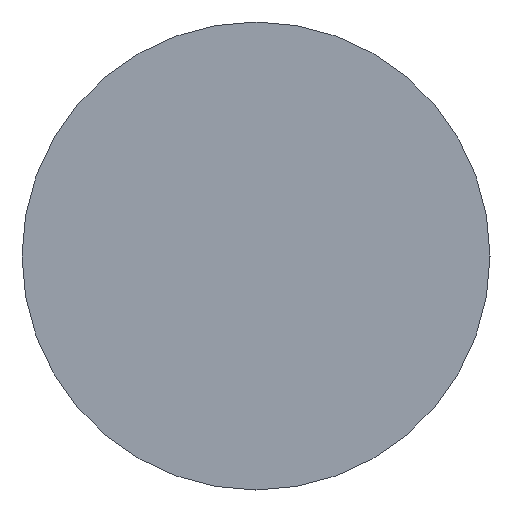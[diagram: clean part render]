
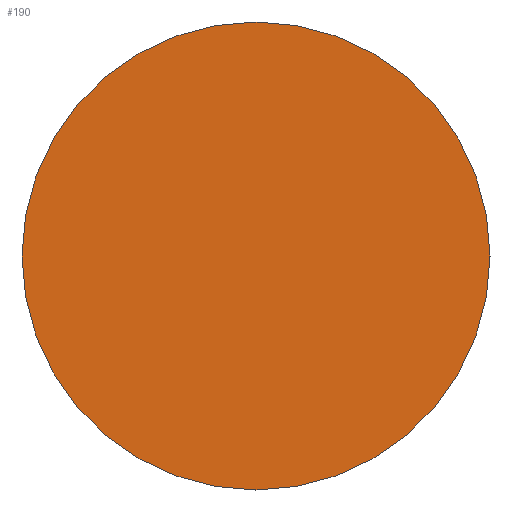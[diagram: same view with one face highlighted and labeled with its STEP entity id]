
A CAD part, left-side view. The second image highlights one B-rep face of the part: STEP entity #190.
In plain terms, the highlighted planar face has unit normal (-1, 0, 0).
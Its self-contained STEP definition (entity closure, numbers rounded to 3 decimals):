
#26 = DIRECTION ( 'NONE',  ( -1., 0., 0. ) ) ;
#41 = VERTEX_POINT ( 'NONE', #234 ) ;
#56 = PLANE ( 'NONE',  #115 ) ;
#87 = DIRECTION ( 'NONE',  ( -1., 0., 0. ) ) ;
#115 = AXIS2_PLACEMENT_3D ( 'NONE', #323, #143, #238 ) ;
#143 = DIRECTION ( 'NONE',  ( 1., 0., 0. ) ) ;
#148 = EDGE_CURVE ( 'NONE', #41, #223, #150, .T. ) ;
#150 = CIRCLE ( 'NONE', #381, 5. ) ;
#178 = CARTESIAN_POINT ( 'NONE',  ( 0., 0., 0. ) ) ;
#190 = ADVANCED_FACE ( 'NONE', ( #220 ), #56, .F. ) ;
#211 = DIRECTION ( 'NONE',  ( 0., 0., 1. ) ) ;
#220 = FACE_OUTER_BOUND ( 'NONE', #329, .T. ) ;
#223 = VERTEX_POINT ( 'NONE', #345 ) ;
#234 = CARTESIAN_POINT ( 'NONE',  ( 0., 0., 5. ) ) ;
#236 = ORIENTED_EDGE ( 'NONE', *, *, #262, .T. ) ;
#238 = DIRECTION ( 'NONE',  ( 0., 0., -1. ) ) ;
#255 = AXIS2_PLACEMENT_3D ( 'NONE', #268, #26, #302 ) ;
#262 = EDGE_CURVE ( 'NONE', #223, #41, #305, .T. ) ;
#268 = CARTESIAN_POINT ( 'NONE',  ( 0., 0., 0. ) ) ;
#302 = DIRECTION ( 'NONE',  ( 0., 0., 1. ) ) ;
#305 = CIRCLE ( 'NONE', #255, 5. ) ;
#323 = CARTESIAN_POINT ( 'NONE',  ( 0., 5., 0. ) ) ;
#329 = EDGE_LOOP ( 'NONE', ( #341, #236 ) ) ;
#341 = ORIENTED_EDGE ( 'NONE', *, *, #148, .T. ) ;
#345 = CARTESIAN_POINT ( 'NONE',  ( 0., 0., -5. ) ) ;
#381 = AXIS2_PLACEMENT_3D ( 'NONE', #178, #87, #211 ) ;
